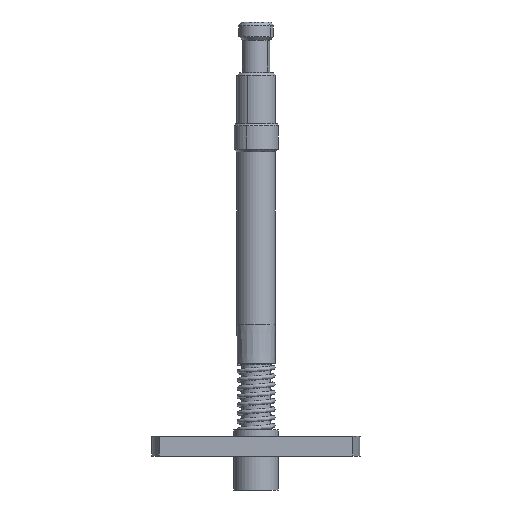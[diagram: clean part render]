
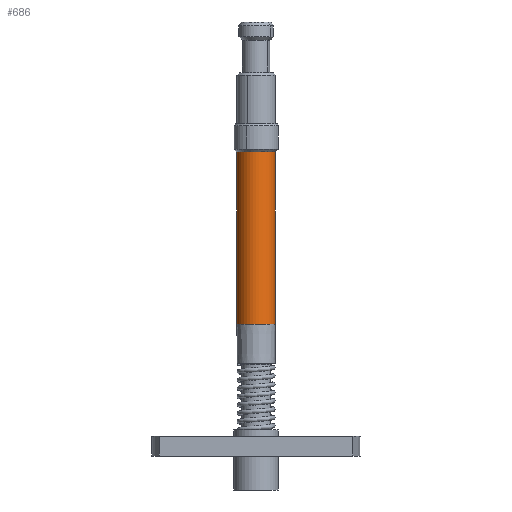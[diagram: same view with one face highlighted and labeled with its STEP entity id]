
A CAD part, front view. The second image highlights one B-rep face of the part: STEP entity #686.
In plain terms, the highlighted cylindrical face has radius 1.475 mm (diameter 2.95 mm), a partial arc.
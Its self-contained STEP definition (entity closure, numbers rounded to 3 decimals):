
#206 = ORIENTED_EDGE ( 'NONE', *, *, #5067, .F. ) ;
#478 = ORIENTED_EDGE ( 'NONE', *, *, #1224, .T. ) ;
#529 = DIRECTION ( 'NONE',  ( 1., 0., 0. ) ) ;
#548 = DIRECTION ( 'NONE',  ( 0., 0., 1. ) ) ;
#642 = EDGE_CURVE ( 'NONE', #2837, #1308, #3691, .T. ) ;
#686 = ADVANCED_FACE ( 'NONE', ( #1080 ), #1569, .T. ) ;
#750 = DIRECTION ( 'NONE',  ( 0., 0., 1. ) ) ;
#851 = VERTEX_POINT ( 'NONE', #3649 ) ;
#867 = VECTOR ( 'NONE', #4610, 1000. ) ;
#955 = CARTESIAN_POINT ( 'NONE',  ( 0., 0., 23.3 ) ) ;
#1044 = AXIS2_PLACEMENT_3D ( 'NONE', #3208, #750, #4849 ) ;
#1080 = FACE_OUTER_BOUND ( 'NONE', #2502, .T. ) ;
#1224 = EDGE_CURVE ( 'NONE', #1308, #3498, #4563, .T. ) ;
#1244 = CIRCLE ( 'NONE', #3462, 1.475 ) ;
#1308 = VERTEX_POINT ( 'NONE', #3502 ) ;
#1569 = CYLINDRICAL_SURFACE ( 'NONE', #1044, 1.475 ) ;
#1706 = CARTESIAN_POINT ( 'NONE',  ( 1.475, 0., 23.3 ) ) ;
#1958 = CARTESIAN_POINT ( 'NONE',  ( 0., 0., 10.1 ) ) ;
#2268 = LINE ( 'NONE', #3880, #3843 ) ;
#2502 = EDGE_LOOP ( 'NONE', ( #206, #3953, #478, #3990 ) ) ;
#2725 = EDGE_CURVE ( 'NONE', #851, #3498, #1244, .T. ) ;
#2781 = DIRECTION ( 'NONE',  ( 1., 0., 0. ) ) ;
#2837 = VERTEX_POINT ( 'NONE', #3935 ) ;
#3208 = CARTESIAN_POINT ( 'NONE',  ( 0., 0., 23.3 ) ) ;
#3410 = CARTESIAN_POINT ( 'NONE',  ( 1.475, 0., 23.3 ) ) ;
#3462 = AXIS2_PLACEMENT_3D ( 'NONE', #955, #4223, #529 ) ;
#3498 = VERTEX_POINT ( 'NONE', #3410 ) ;
#3502 = CARTESIAN_POINT ( 'NONE',  ( 1.475, 0., 10.1 ) ) ;
#3649 = CARTESIAN_POINT ( 'NONE',  ( -1.475, 0., 23.3 ) ) ;
#3691 = CIRCLE ( 'NONE', #4311, 1.475 ) ;
#3843 = VECTOR ( 'NONE', #548, 1000. ) ;
#3880 = CARTESIAN_POINT ( 'NONE',  ( -1.475, 0., 23.3 ) ) ;
#3935 = CARTESIAN_POINT ( 'NONE',  ( -1.475, 0., 10.1 ) ) ;
#3949 = DIRECTION ( 'NONE',  ( 0., 0., 1. ) ) ;
#3953 = ORIENTED_EDGE ( 'NONE', *, *, #642, .T. ) ;
#3990 = ORIENTED_EDGE ( 'NONE', *, *, #2725, .F. ) ;
#4223 = DIRECTION ( 'NONE',  ( 0., 0., 1. ) ) ;
#4311 = AXIS2_PLACEMENT_3D ( 'NONE', #1958, #3949, #2781 ) ;
#4563 = LINE ( 'NONE', #1706, #867 ) ;
#4610 = DIRECTION ( 'NONE',  ( 0., 0., 1. ) ) ;
#4849 = DIRECTION ( 'NONE',  ( 1., 0., 0. ) ) ;
#5067 = EDGE_CURVE ( 'NONE', #2837, #851, #2268, .T. ) ;
